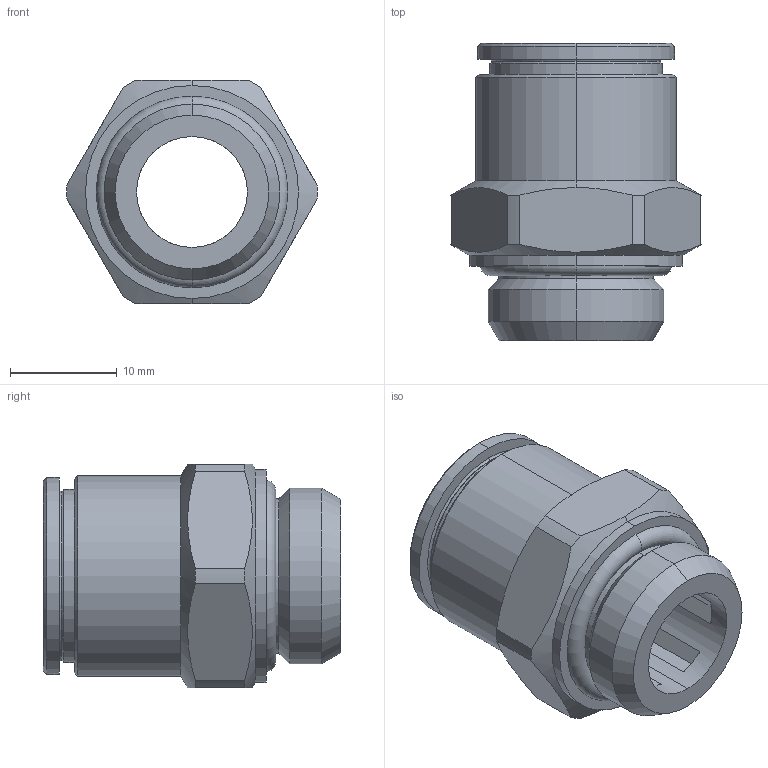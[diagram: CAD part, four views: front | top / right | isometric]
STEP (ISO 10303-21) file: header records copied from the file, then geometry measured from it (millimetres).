
FILE_DESCRIPTION (( 'STEP AP203' ), '1' );
FILE_NAME ('X0020063.STEP', '2010-09-21T11:46:54', ( '' ), ( 'sopra-pneumatic' ), 'SwSTEP 2.0', 'SolidWorks 2009', '' );
FILE_SCHEMA (( 'CONFIG_CONTROL_DESIGN' ));
Length unit declared in the file: millimetre
Products named in the file (1): X0020063
Bounding box: 23.5 x 27.91 x 21 mm (x, y, z)
Volume: 4791.9 mm3; surface area: 3340 mm2
Topology: 1 solids, 1 shells, 71 faces, 174 edges, 108 vertices
Faces by surface type: plane 29, cylinder 22, cone 14, torus 6
Entity records: 2295 total; most frequent: CARTESIAN_POINT 534, DIRECTION 364, ORIENTED_EDGE 348, EDGE_CURVE 174, AXIS2_PLACEMENT_3D 146, VERTEX_POINT 108, EDGE_LOOP 76, CIRCLE 74
